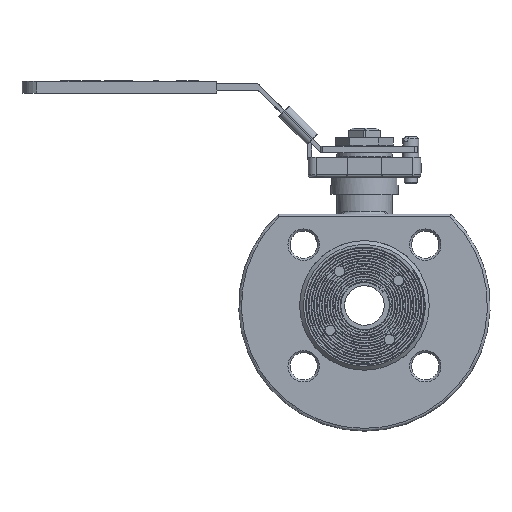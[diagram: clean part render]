
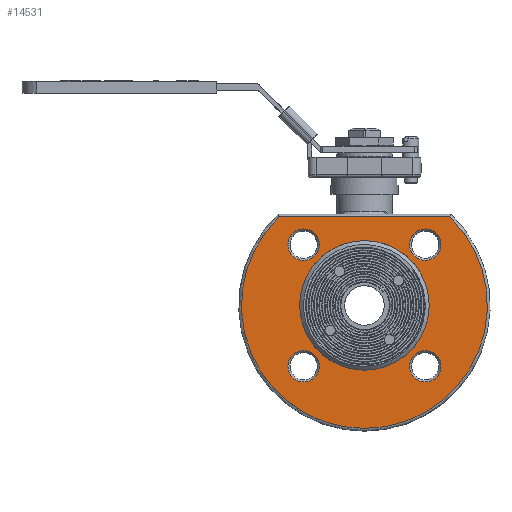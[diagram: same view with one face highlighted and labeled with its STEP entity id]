
A CAD part, top view. The second image highlights one B-rep face of the part: STEP entity #14531.
In plain terms, the highlighted planar face has unit normal (0, 0, 1).
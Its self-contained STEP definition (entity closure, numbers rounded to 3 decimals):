
#549=CIRCLE('',#15707,5.95);
#550=CIRCLE('',#15708,5.95);
#551=CIRCLE('',#15709,5.95);
#552=CIRCLE('',#15710,5.95);
#553=CIRCLE('',#15711,24.5);
#554=CIRCLE('',#15712,46.5);
#3911=ORIENTED_EDGE('',*,*,#6817,.T.);
#3912=ORIENTED_EDGE('',*,*,#6818,.T.);
#3913=ORIENTED_EDGE('',*,*,#6819,.T.);
#3914=ORIENTED_EDGE('',*,*,#6820,.T.);
#3915=ORIENTED_EDGE('',*,*,#6821,.F.);
#3916=ORIENTED_EDGE('',*,*,#6822,.T.);
#3917=ORIENTED_EDGE('',*,*,#6602,.T.);
#6602=EDGE_CURVE('',#8293,#8292,#9616,.T.);
#6817=EDGE_CURVE('',#8431,#8431,#549,.T.);
#6818=EDGE_CURVE('',#8432,#8432,#550,.T.);
#6819=EDGE_CURVE('',#8433,#8433,#551,.T.);
#6820=EDGE_CURVE('',#8434,#8434,#552,.T.);
#6821=EDGE_CURVE('',#8435,#8435,#553,.T.);
#6822=EDGE_CURVE('',#8292,#8293,#554,.T.);
#8292=VERTEX_POINT('',#32836);
#8293=VERTEX_POINT('',#32838);
#8431=VERTEX_POINT('',#40646);
#8432=VERTEX_POINT('',#40648);
#8433=VERTEX_POINT('',#40650);
#8434=VERTEX_POINT('',#40652);
#8435=VERTEX_POINT('',#40654);
#9616=LINE('',#32837,#10891);
#10891=VECTOR('',#17957,1000.);
#12078=EDGE_LOOP('',(#3911));
#12079=EDGE_LOOP('',(#3912));
#12080=EDGE_LOOP('',(#3913));
#12081=EDGE_LOOP('',(#3914));
#12082=EDGE_LOOP('',(#3915));
#12083=EDGE_LOOP('',(#3916,#3917));
#13116=FACE_BOUND('',#12078,.T.);
#13117=FACE_BOUND('',#12079,.T.);
#13118=FACE_BOUND('',#12080,.T.);
#13119=FACE_BOUND('',#12081,.T.);
#13120=FACE_BOUND('',#12082,.T.);
#13121=FACE_BOUND('',#12083,.T.);
#13830=PLANE('',#15706);
#14531=ADVANCED_FACE('',(#13116,#13117,#13118,#13119,#13120,#13121),#13830,
 .T.);
#15706=AXIS2_PLACEMENT_3D('',#40644,#18344,#18345);
#15707=AXIS2_PLACEMENT_3D('',#40645,#18346,#18347);
#15708=AXIS2_PLACEMENT_3D('',#40647,#18348,#18349);
#15709=AXIS2_PLACEMENT_3D('',#40649,#18350,#18351);
#15710=AXIS2_PLACEMENT_3D('',#40651,#18352,#18353);
#15711=AXIS2_PLACEMENT_3D('',#40653,#18354,#18355);
#15712=AXIS2_PLACEMENT_3D('',#40655,#18356,#18357);
#17957=DIRECTION('',(-1.,0.,0.));
#18344=DIRECTION('',(0.,0.,1.));
#18345=DIRECTION('',(1.,0.,0.));
#18346=DIRECTION('',(0.,0.,-1.));
#18347=DIRECTION('',(1.,0.,0.));
#18348=DIRECTION('',(0.,0.,-1.));
#18349=DIRECTION('',(1.,0.,0.));
#18350=DIRECTION('',(0.,0.,-1.));
#18351=DIRECTION('',(1.,0.,0.));
#18352=DIRECTION('',(0.,0.,-1.));
#18353=DIRECTION('',(1.,0.,0.));
#18354=DIRECTION('',(0.,0.,1.));
#18355=DIRECTION('',(1.,0.,0.));
#18356=DIRECTION('',(0.,0.,1.));
#18357=DIRECTION('',(1.,0.,0.));
#32836=CARTESIAN_POINT('',(-32.249,33.5,16.));
#32837=CARTESIAN_POINT('',(-32.65,33.5,16.));
#32838=CARTESIAN_POINT('',(32.249,33.5,16.));
#40644=CARTESIAN_POINT('',(0.,0.,16.));
#40645=CARTESIAN_POINT('',(-22.981,22.981,16.));
#40646=CARTESIAN_POINT('',(-17.031,22.981,16.));
#40647=CARTESIAN_POINT('',(22.981,22.981,16.));
#40648=CARTESIAN_POINT('',(28.931,22.981,16.));
#40649=CARTESIAN_POINT('',(-22.981,-22.981,16.));
#40650=CARTESIAN_POINT('',(-17.031,-22.981,16.));
#40651=CARTESIAN_POINT('',(22.981,-22.981,16.));
#40652=CARTESIAN_POINT('',(28.931,-22.981,16.));
#40653=CARTESIAN_POINT('',(0.,0.,16.));
#40654=CARTESIAN_POINT('',(24.5,0.,16.));
#40655=CARTESIAN_POINT('',(0.,0.,16.));
